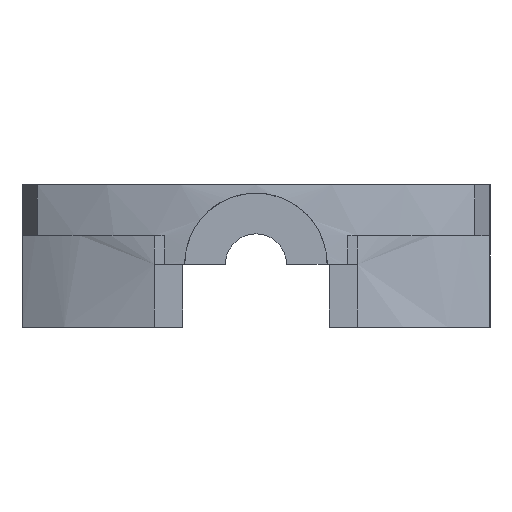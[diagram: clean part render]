
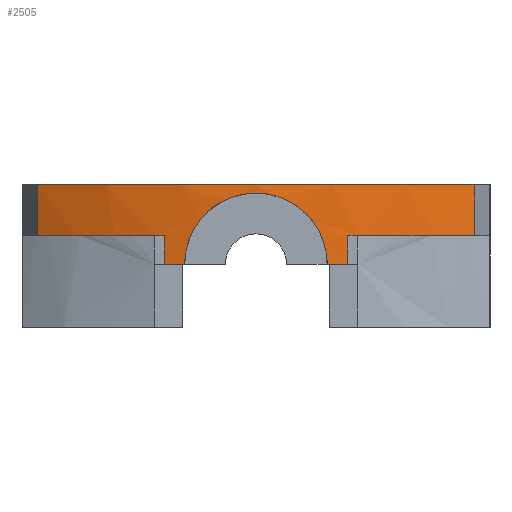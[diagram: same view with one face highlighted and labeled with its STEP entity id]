
A CAD part, left-side view. The second image highlights one B-rep face of the part: STEP entity #2505.
In plain terms, the highlighted cylindrical face has radius 22.75 mm (diameter 45.5 mm), a partial arc.
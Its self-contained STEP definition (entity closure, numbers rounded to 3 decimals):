
#17=B_SPLINE_CURVE_WITH_KNOTS('',3,(#3709,#3710,#3711,#3712),
 .UNSPECIFIED.,.F.,.F.,(4,4),(1.057,1.077),
 .UNSPECIFIED.);
#18=B_SPLINE_CURVE_WITH_KNOTS('',3,(#3714,#3715,#3716,#3717,#3718,#3719,
#3720,#3721,#3722,#3723,#3724,#3725,#3726,#3727,#3728,#3729,#3730,#3731),
 .UNSPECIFIED.,.F.,.F.,(4,2,2,2,2,2,2,2,4),(1.077,1.189,
1.321,1.453,1.585,1.717,1.849,
1.981,2.093),.UNSPECIFIED.);
#19=B_SPLINE_CURVE_WITH_KNOTS('',3,(#3733,#3734,#3735,#3736),
 .UNSPECIFIED.,.F.,.F.,(4,4),(-0.02,0.),.UNSPECIFIED.);
#26=CYLINDRICAL_SURFACE('',#2663,22.75);
#61=CIRCLE('',#2643,22.75);
#73=CIRCLE('',#2664,22.75);
#74=CIRCLE('',#2665,22.75);
#75=CIRCLE('',#2666,22.75);
#76=CIRCLE('',#2667,22.75);
#77=CIRCLE('',#2668,22.75);
#78=CIRCLE('',#2669,22.75);
#147=FACE_OUTER_BOUND('',#278,.T.);
#278=EDGE_LOOP('',(#1713,#1714,#1715,#1716,#1717,#1718,#1719,#1720,#1721,
#1722,#1723,#1724,#1725,#1726));
#454=LINE('',#3669,#753);
#456=LINE('',#3674,#755);
#464=LINE('',#3705,#763);
#465=LINE('',#3740,#764);
#753=VECTOR('',#2924,10.);
#755=VECTOR('',#2928,10.);
#763=VECTOR('',#2960,10.);
#764=VECTOR('',#2965,10.);
#1019=VERTEX_POINT('',#3591);
#1020=VERTEX_POINT('',#3593);
#1050=VERTEX_POINT('',#3662);
#1053=VERTEX_POINT('',#3671);
#1062=VERTEX_POINT('',#3698);
#1063=VERTEX_POINT('',#3700);
#1064=VERTEX_POINT('',#3702);
#1065=VERTEX_POINT('',#3704);
#1066=VERTEX_POINT('',#3706);
#1067=VERTEX_POINT('',#3708);
#1068=VERTEX_POINT('',#3713);
#1069=VERTEX_POINT('',#3732);
#1070=VERTEX_POINT('',#3737);
#1071=VERTEX_POINT('',#3739);
#1263=EDGE_CURVE('',#1019,#1020,#61,.T.);
#1301=EDGE_CURVE('',#1050,#1020,#454,.T.);
#1303=EDGE_CURVE('',#1019,#1053,#456,.T.);
#1317=EDGE_CURVE('',#1062,#1050,#73,.T.);
#1318=EDGE_CURVE('',#1053,#1063,#74,.T.);
#1319=EDGE_CURVE('',#1063,#1064,#75,.T.);
#1320=EDGE_CURVE('',#1064,#1065,#464,.T.);
#1321=EDGE_CURVE('',#1066,#1065,#76,.T.);
#1322=EDGE_CURVE('',#1066,#1067,#17,.T.);
#1323=EDGE_CURVE('',#1067,#1068,#18,.T.);
#1324=EDGE_CURVE('',#1068,#1069,#19,.T.);
#1325=EDGE_CURVE('',#1070,#1069,#77,.T.);
#1326=EDGE_CURVE('',#1070,#1071,#465,.T.);
#1327=EDGE_CURVE('',#1071,#1062,#78,.T.);
#1713=ORIENTED_EDGE('',*,*,#1317,.T.);
#1714=ORIENTED_EDGE('',*,*,#1301,.T.);
#1715=ORIENTED_EDGE('',*,*,#1263,.F.);
#1716=ORIENTED_EDGE('',*,*,#1303,.T.);
#1717=ORIENTED_EDGE('',*,*,#1318,.T.);
#1718=ORIENTED_EDGE('',*,*,#1319,.T.);
#1719=ORIENTED_EDGE('',*,*,#1320,.T.);
#1720=ORIENTED_EDGE('',*,*,#1321,.F.);
#1721=ORIENTED_EDGE('',*,*,#1322,.T.);
#1722=ORIENTED_EDGE('',*,*,#1323,.T.);
#1723=ORIENTED_EDGE('',*,*,#1324,.T.);
#1724=ORIENTED_EDGE('',*,*,#1325,.F.);
#1725=ORIENTED_EDGE('',*,*,#1326,.T.);
#1726=ORIENTED_EDGE('',*,*,#1327,.T.);
#2505=ADVANCED_FACE('',(#147),#26,.T.);
#2643=AXIS2_PLACEMENT_3D('',#3594,#2870,#2871);
#2663=AXIS2_PLACEMENT_3D('',#3697,#2952,#2953);
#2664=AXIS2_PLACEMENT_3D('',#3699,#2954,#2955);
#2665=AXIS2_PLACEMENT_3D('',#3701,#2956,#2957);
#2666=AXIS2_PLACEMENT_3D('',#3703,#2958,#2959);
#2667=AXIS2_PLACEMENT_3D('',#3707,#2961,#2962);
#2668=AXIS2_PLACEMENT_3D('',#3738,#2963,#2964);
#2669=AXIS2_PLACEMENT_3D('',#3741,#2966,#2967);
#2870=DIRECTION('center_axis',(0.,0.,1.));
#2871=DIRECTION('ref_axis',(-1.,0.,0.));
#2924=DIRECTION('',(0.,0.,1.));
#2928=DIRECTION('',(0.,0.,-1.));
#2952=DIRECTION('center_axis',(0.,0.,-1.));
#2953=DIRECTION('ref_axis',(-1.,0.,0.));
#2954=DIRECTION('center_axis',(0.,0.,1.));
#2955=DIRECTION('ref_axis',(-1.,0.,0.));
#2956=DIRECTION('center_axis',(0.,0.,1.));
#2957=DIRECTION('ref_axis',(-1.,0.,0.));
#2958=DIRECTION('center_axis',(0.,0.,1.));
#2959=DIRECTION('ref_axis',(-1.,0.,0.));
#2960=DIRECTION('',(0.,0.,-1.));
#2961=DIRECTION('center_axis',(0.,0.,
-1.));
#2962=DIRECTION('ref_axis',(-1.,0.,0.));
#2963=DIRECTION('center_axis',(0.,0.,
-1.));
#2964=DIRECTION('ref_axis',(-1.,0.,0.));
#2965=DIRECTION('',(0.,0.,1.));
#2966=DIRECTION('center_axis',(0.,0.,1.));
#2967=DIRECTION('ref_axis',(-1.,0.,0.));
#3591=CARTESIAN_POINT('',(-57.809,10.733,6.));
#3593=CARTESIAN_POINT('',(-57.801,-10.748,6.));
#3594=CARTESIAN_POINT('Origin',(-37.75,0.,6.));
#3662=CARTESIAN_POINT('',(-57.801,-10.748,3.5));
#3669=CARTESIAN_POINT('',(-57.801,-10.748,0.));
#3671=CARTESIAN_POINT('',(-57.809,10.733,3.5));
#3674=CARTESIAN_POINT('',(-57.809,10.733,0.));
#3697=CARTESIAN_POINT('Origin',(-37.75,0.,0.));
#3698=CARTESIAN_POINT('',(-59.944,-5.,3.5));
#3699=CARTESIAN_POINT('Origin',(-37.75,0.,3.5));
#3700=CARTESIAN_POINT('',(-59.944,5.,3.5));
#3701=CARTESIAN_POINT('Origin',(-37.75,0.,3.5));
#3702=CARTESIAN_POINT('',(-60.051,4.5,3.5));
#3703=CARTESIAN_POINT('Origin',(-37.75,0.,3.5));
#3704=CARTESIAN_POINT('',(-60.051,4.5,2.087));
#3705=CARTESIAN_POINT('',(-60.051,4.5,0.));
#3706=CARTESIAN_POINT('',(-60.229,3.5,2.087));
#3707=CARTESIAN_POINT('Origin',(-37.75,0.,2.087));
#3708=CARTESIAN_POINT('',(-60.23,3.494,2.293));
#3709=CARTESIAN_POINT('Ctrl Pts',(-60.229,3.5,2.087));
#3710=CARTESIAN_POINT('Ctrl Pts',(-60.229,3.5,2.155));
#3711=CARTESIAN_POINT('Ctrl Pts',(-60.229,3.498,2.224));
#3712=CARTESIAN_POINT('Ctrl Pts',(-60.23,3.494,2.293));
#3713=CARTESIAN_POINT('',(-60.23,-3.494,2.293));
#3714=CARTESIAN_POINT('Ctrl Pts',(-60.23,3.494,2.293));
#3715=CARTESIAN_POINT('Ctrl Pts',(-60.234,3.472,2.672));
#3716=CARTESIAN_POINT('Ctrl Pts',(-60.247,3.384,3.063));
#3717=CARTESIAN_POINT('Ctrl Pts',(-60.295,3.054,3.858));
#3718=CARTESIAN_POINT('Ctrl Pts',(-60.331,2.785,4.251));
#3719=CARTESIAN_POINT('Ctrl Pts',(-60.399,2.165,4.872));
#3720=CARTESIAN_POINT('Ctrl Pts',(-60.435,1.771,5.141));
#3721=CARTESIAN_POINT('Ctrl Pts',(-60.486,0.909,5.499));
#3722=CARTESIAN_POINT('Ctrl Pts',(-60.5,0.44,5.587));
#3723=CARTESIAN_POINT('Ctrl Pts',(-60.5,-0.44,5.587));
#3724=CARTESIAN_POINT('Ctrl Pts',(-60.486,-0.909,
5.499));
#3725=CARTESIAN_POINT('Ctrl Pts',(-60.435,-1.771,5.141));
#3726=CARTESIAN_POINT('Ctrl Pts',(-60.399,-2.165,4.872));
#3727=CARTESIAN_POINT('Ctrl Pts',(-60.331,-2.785,4.251));
#3728=CARTESIAN_POINT('Ctrl Pts',(-60.295,-3.054,3.858));
#3729=CARTESIAN_POINT('Ctrl Pts',(-60.247,-3.384,3.063));
#3730=CARTESIAN_POINT('Ctrl Pts',(-60.234,-3.472,2.672));
#3731=CARTESIAN_POINT('Ctrl Pts',(-60.23,-3.494,2.293));
#3732=CARTESIAN_POINT('',(-60.229,-3.5,2.087));
#3733=CARTESIAN_POINT('Ctrl Pts',(-60.23,-3.494,2.293));
#3734=CARTESIAN_POINT('Ctrl Pts',(-60.229,-3.498,2.224));
#3735=CARTESIAN_POINT('Ctrl Pts',(-60.229,-3.5,2.155));
#3736=CARTESIAN_POINT('Ctrl Pts',(-60.229,-3.5,2.087));
#3737=CARTESIAN_POINT('',(-60.051,-4.5,2.087));
#3738=CARTESIAN_POINT('Origin',(-37.75,0.,2.087));
#3739=CARTESIAN_POINT('',(-60.051,-4.5,3.5));
#3740=CARTESIAN_POINT('',(-60.051,-4.5,0.));
#3741=CARTESIAN_POINT('Origin',(-37.75,0.,3.5));
